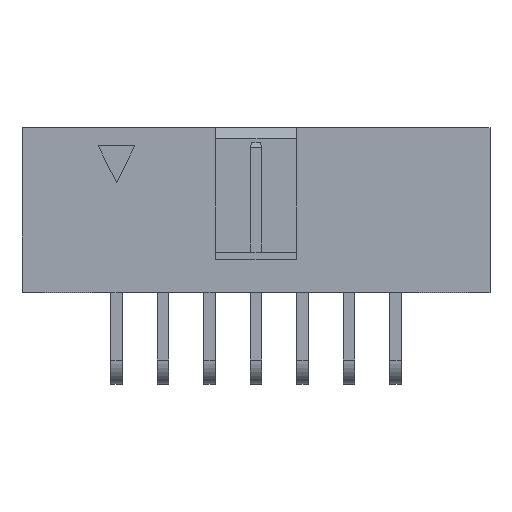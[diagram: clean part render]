
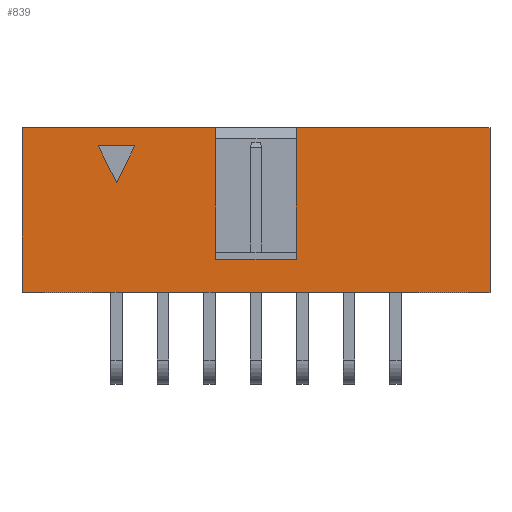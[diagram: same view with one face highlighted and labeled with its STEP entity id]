
A CAD part, top view. The second image highlights one B-rep face of the part: STEP entity #839.
In plain terms, the highlighted planar face has unit normal (0, 0, 1).
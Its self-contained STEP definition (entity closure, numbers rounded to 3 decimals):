
#208 = CARTESIAN_POINT ( 'NONE',  ( -5.17, 13.7, 8.8 ) ) ;
#224 = ORIENTED_EDGE ( 'NONE', *, *, #857, .T. ) ;
#261 = LINE ( 'NONE', #6517, #1604 ) ;
#311 = ORIENTED_EDGE ( 'NONE', *, *, #6301, .F. ) ;
#392 = DIRECTION ( 'NONE',  ( 1., 0., 0. ) ) ;
#779 = LINE ( 'NONE', #7911, #7824 ) ;
#839 = ADVANCED_FACE ( 'NONE', ( #3176, #4603 ), #7830, .T. ) ;
#857 = EDGE_CURVE ( 'NONE', #2672, #5563, #4910, .T. ) ;
#1009 = EDGE_CURVE ( 'NONE', #7299, #2672, #7610, .T. ) ;
#1112 = VECTOR ( 'NONE', #392, 1000. ) ;
#1169 = LINE ( 'NONE', #1269, #1112 ) ;
#1269 = CARTESIAN_POINT ( 'NONE',  ( 0., 13.7, 8.8 ) ) ;
#1386 = CARTESIAN_POINT ( 'NONE',  ( 9.82, 6.5, 8.8 ) ) ;
#1447 = CARTESIAN_POINT ( 'NONE',  ( -5.17, 4.7, 8.8 ) ) ;
#1483 = VERTEX_POINT ( 'NONE', #10298 ) ;
#1486 = DIRECTION ( 'NONE',  ( 1., 0., 0. ) ) ;
#1562 = CARTESIAN_POINT ( 'NONE',  ( -5.17, 0., 8.8 ) ) ;
#1601 = DIRECTION ( 'NONE',  ( -1., 0., 0. ) ) ;
#1604 = VECTOR ( 'NONE', #5643, 1000. ) ;
#1658 = VERTEX_POINT ( 'NONE', #7539 ) ;
#2147 = VECTOR ( 'NONE', #3563, 1000. ) ;
#2402 = LINE ( 'NONE', #1562, #7260 ) ;
#2483 = VECTOR ( 'NONE', #6676, 1000. ) ;
#2488 = AXIS2_PLACEMENT_3D ( 'NONE', #9684, #8080, #4182 ) ;
#2672 = VERTEX_POINT ( 'NONE', #4394 ) ;
#2817 = VERTEX_POINT ( 'NONE', #8713 ) ;
#2857 = CARTESIAN_POINT ( 'NONE',  ( 0., 10.7, 8.8 ) ) ;
#2909 = DIRECTION ( 'NONE',  ( -0.447, 0.894, 0. ) ) ;
#3121 = EDGE_CURVE ( 'NONE', #2817, #9580, #4663, .T. ) ;
#3176 = FACE_BOUND ( 'NONE', #4047, .T. ) ;
#3381 = ORIENTED_EDGE ( 'NONE', *, *, #4942, .T. ) ;
#3563 = DIRECTION ( 'NONE',  ( 0., 1., 0. ) ) ;
#3803 = DIRECTION ( 'NONE',  ( -0.447, -0.894, 0. ) ) ;
#3889 = CARTESIAN_POINT ( 'NONE',  ( -1., 12.7, 8.8 ) ) ;
#3915 = ORIENTED_EDGE ( 'NONE', *, *, #7962, .F. ) ;
#4047 = EDGE_LOOP ( 'NONE', ( #5658, #5361, #3381 ) ) ;
#4182 = DIRECTION ( 'NONE',  ( 1., 0., 0. ) ) ;
#4394 = CARTESIAN_POINT ( 'NONE',  ( 20.41, 4.7, 8.8 ) ) ;
#4456 = VECTOR ( 'NONE', #2909, 1000. ) ;
#4603 = FACE_OUTER_BOUND ( 'NONE', #9374, .T. ) ;
#4663 = LINE ( 'NONE', #4753, #8424 ) ;
#4710 = EDGE_CURVE ( 'NONE', #9737, #6875, #8265, .T. ) ;
#4753 = CARTESIAN_POINT ( 'NONE',  ( 9.82, 4.7, 8.8 ) ) ;
#4910 = LINE ( 'NONE', #9733, #2483 ) ;
#4942 = EDGE_CURVE ( 'NONE', #7730, #1483, #7061, .T. ) ;
#5361 = ORIENTED_EDGE ( 'NONE', *, *, #6730, .T. ) ;
#5397 = CARTESIAN_POINT ( 'NONE',  ( -1.27, 12.7, 8.8 ) ) ;
#5408 = ORIENTED_EDGE ( 'NONE', *, *, #9269, .T. ) ;
#5563 = VERTEX_POINT ( 'NONE', #9477 ) ;
#5643 = DIRECTION ( 'NONE',  ( 1., 0., 0. ) ) ;
#5658 = ORIENTED_EDGE ( 'NONE', *, *, #9089, .T. ) ;
#5796 = VECTOR ( 'NONE', #9999, 1000. ) ;
#6029 = CARTESIAN_POINT ( 'NONE',  ( 5.42, 4.7, 8.8 ) ) ;
#6146 = VECTOR ( 'NONE', #1486, 1000. ) ;
#6242 = EDGE_CURVE ( 'NONE', #2817, #5563, #1169, .T. ) ;
#6301 = EDGE_CURVE ( 'NONE', #8952, #6875, #261, .T. ) ;
#6517 = CARTESIAN_POINT ( 'NONE',  ( 0., 13.7, 8.8 ) ) ;
#6676 = DIRECTION ( 'NONE',  ( 0., 1., 0. ) ) ;
#6730 = EDGE_CURVE ( 'NONE', #1658, #7730, #9066, .T. ) ;
#6832 = CARTESIAN_POINT ( 'NONE',  ( 0., 4.7, 8.8 ) ) ;
#6875 = VERTEX_POINT ( 'NONE', #8749 ) ;
#7061 = LINE ( 'NONE', #5397, #6146 ) ;
#7260 = VECTOR ( 'NONE', #10208, 1000. ) ;
#7299 = VERTEX_POINT ( 'NONE', #1447 ) ;
#7539 = CARTESIAN_POINT ( 'NONE',  ( 0., 10.7, 8.8 ) ) ;
#7610 = LINE ( 'NONE', #6832, #5796 ) ;
#7730 = VERTEX_POINT ( 'NONE', #3889 ) ;
#7824 = VECTOR ( 'NONE', #3803, 1000. ) ;
#7830 = PLANE ( 'NONE',  #2488 ) ;
#7911 = CARTESIAN_POINT ( 'NONE',  ( 1., 12.7, 8.8 ) ) ;
#7962 = EDGE_CURVE ( 'NONE', #7299, #8952, #2402, .T. ) ;
#8026 = LINE ( 'NONE', #8739, #9816 ) ;
#8055 = ORIENTED_EDGE ( 'NONE', *, *, #4710, .T. ) ;
#8056 = CARTESIAN_POINT ( 'NONE',  ( 5.42, 6.5, 8.8 ) ) ;
#8080 = DIRECTION ( 'NONE',  ( 0., 0., 1. ) ) ;
#8265 = LINE ( 'NONE', #6029, #2147 ) ;
#8424 = VECTOR ( 'NONE', #8599, 1000. ) ;
#8599 = DIRECTION ( 'NONE',  ( 0., -1., 0. ) ) ;
#8635 = ORIENTED_EDGE ( 'NONE', *, *, #1009, .T. ) ;
#8713 = CARTESIAN_POINT ( 'NONE',  ( 9.82, 13.7, 8.8 ) ) ;
#8739 = CARTESIAN_POINT ( 'NONE',  ( -1.27, 6.5, 8.8 ) ) ;
#8749 = CARTESIAN_POINT ( 'NONE',  ( 5.42, 13.7, 8.8 ) ) ;
#8894 = ORIENTED_EDGE ( 'NONE', *, *, #6242, .F. ) ;
#8952 = VERTEX_POINT ( 'NONE', #208 ) ;
#9066 = LINE ( 'NONE', #2857, #4456 ) ;
#9089 = EDGE_CURVE ( 'NONE', #1483, #1658, #779, .T. ) ;
#9269 = EDGE_CURVE ( 'NONE', #9580, #9737, #8026, .T. ) ;
#9374 = EDGE_LOOP ( 'NONE', ( #8894, #9788, #5408, #8055, #311, #3915, #8635, #224 ) ) ;
#9477 = CARTESIAN_POINT ( 'NONE',  ( 20.41, 13.7, 8.8 ) ) ;
#9580 = VERTEX_POINT ( 'NONE', #1386 ) ;
#9684 = CARTESIAN_POINT ( 'NONE',  ( -1.27, 4.7, 8.8 ) ) ;
#9733 = CARTESIAN_POINT ( 'NONE',  ( 20.41, 0., 8.8 ) ) ;
#9737 = VERTEX_POINT ( 'NONE', #8056 ) ;
#9788 = ORIENTED_EDGE ( 'NONE', *, *, #3121, .T. ) ;
#9816 = VECTOR ( 'NONE', #1601, 1000. ) ;
#9999 = DIRECTION ( 'NONE',  ( 1., 0., 0. ) ) ;
#10208 = DIRECTION ( 'NONE',  ( 0., 1., 0. ) ) ;
#10298 = CARTESIAN_POINT ( 'NONE',  ( 1., 12.7, 8.8 ) ) ;
